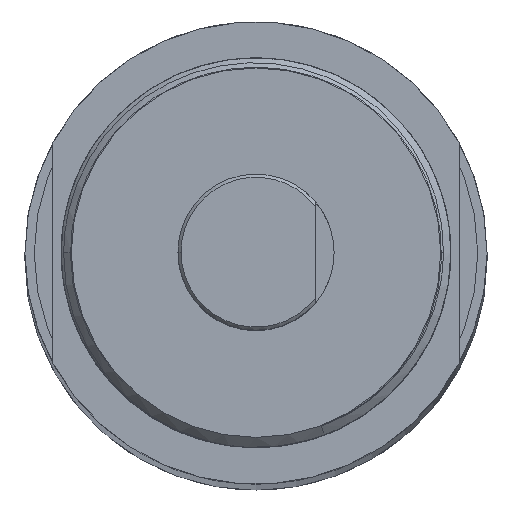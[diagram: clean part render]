
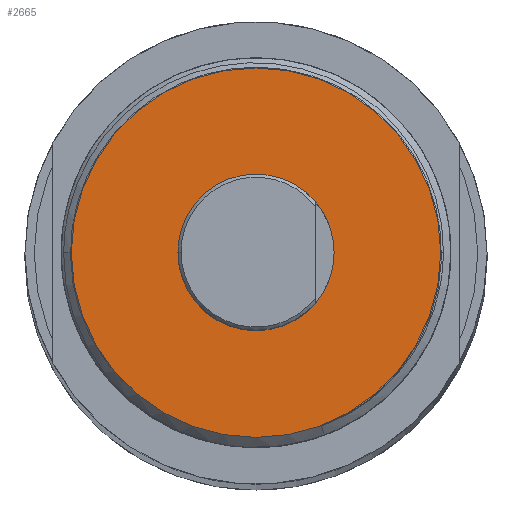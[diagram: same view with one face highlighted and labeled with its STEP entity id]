
A CAD part, top view. The second image highlights one B-rep face of the part: STEP entity #2665.
In plain terms, the highlighted planar face has unit normal (0, 0, 1).
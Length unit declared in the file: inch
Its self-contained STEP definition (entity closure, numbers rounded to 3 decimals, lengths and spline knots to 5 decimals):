
#998 = DIRECTION ( 'NONE',  ( 0., 0., -1. ) ) ;
#999 = CARTESIAN_POINT ( 'NONE',  ( 0.3125, 0., 0.28 ) ) ;
#1000 = AXIS2_PLACEMENT_3D ( 'NONE', #999, #998, #1065 ) ;
#1001 = PLANE ( 'NONE',  #1000 ) ;
#1002 = FACE_BOUND ( 'NONE', #2670, .T. ) ;
#1003 = FACE_OUTER_BOUND ( 'NONE', #2666, .T. ) ;
#1004 = DIRECTION ( 'NONE',  ( -1., 0., 0. ) ) ;
#1005 = DIRECTION ( 'NONE',  ( 0., 0., -1. ) ) ;
#1006 = AXIS2_PLACEMENT_3D ( 'NONE', #1027, #1005, #1004 ) ;
#1007 = CIRCLE ( 'NONE', #1006, 0.125 ) ;
#1027 = CARTESIAN_POINT ( 'NONE',  ( 0., 0., 0.28 ) ) ;
#1060 = DIRECTION ( 'NONE',  ( -1., 0., 0. ) ) ;
#1061 = DIRECTION ( 'NONE',  ( 0., 0., -1. ) ) ;
#1062 = CARTESIAN_POINT ( 'NONE',  ( 0., 0., 0.28 ) ) ;
#1063 = AXIS2_PLACEMENT_3D ( 'NONE', #1062, #1061, #1060 ) ;
#1064 = CIRCLE ( 'NONE', #1063, 0.29571 ) ;
#1065 = DIRECTION ( 'NONE',  ( -1., 0., 0. ) ) ;
#1916 = VERTEX_POINT ( 'NONE', #3415 ) ;
#1918 = EDGE_CURVE ( 'NONE', #1919, #1916, #3414, .T. ) ;
#1919 = VERTEX_POINT ( 'NONE', #3409 ) ;
#1928 = EDGE_CURVE ( 'NONE', #1929, #1930, #3397, .T. ) ;
#1929 = VERTEX_POINT ( 'NONE', #3392 ) ;
#1930 = VERTEX_POINT ( 'NONE', #3391 ) ;
#2664 = EDGE_CURVE ( 'NONE', #1916, #1919, #1007, .T. ) ;
#2665 = ADVANCED_FACE ( 'NONE', ( #1003, #1002 ), #1001, .F. ) ;
#2666 = EDGE_LOOP ( 'NONE', ( #2667, #2668 ) ) ;
#2667 = ORIENTED_EDGE ( 'NONE', *, *, #1928, .F. ) ;
#2668 = ORIENTED_EDGE ( 'NONE', *, *, #2669, .F. ) ;
#2669 = EDGE_CURVE ( 'NONE', #1930, #1929, #1064, .T. ) ;
#2670 = EDGE_LOOP ( 'NONE', ( #2671, #2672 ) ) ;
#2671 = ORIENTED_EDGE ( 'NONE', *, *, #1918, .T. ) ;
#2672 = ORIENTED_EDGE ( 'NONE', *, *, #2664, .T. ) ;
#3391 = CARTESIAN_POINT ( 'NONE',  ( 0.29571, 0., 0.28 ) ) ;
#3392 = CARTESIAN_POINT ( 'NONE',  ( -0.29571, 0., 0.28 ) ) ;
#3393 = DIRECTION ( 'NONE',  ( -1., 0., 0. ) ) ;
#3394 = DIRECTION ( 'NONE',  ( 0., 0., -1. ) ) ;
#3395 = CARTESIAN_POINT ( 'NONE',  ( 0., 0., 0.28 ) ) ;
#3396 = AXIS2_PLACEMENT_3D ( 'NONE', #3395, #3394, #3393 ) ;
#3397 = CIRCLE ( 'NONE', #3396, 0.29571 ) ;
#3409 = CARTESIAN_POINT ( 'NONE',  ( -0.125, 0., 0.28 ) ) ;
#3410 = DIRECTION ( 'NONE',  ( -1., 0., 0. ) ) ;
#3411 = DIRECTION ( 'NONE',  ( 0., 0., -1. ) ) ;
#3412 = CARTESIAN_POINT ( 'NONE',  ( 0., 0., 0.28 ) ) ;
#3413 = AXIS2_PLACEMENT_3D ( 'NONE', #3412, #3411, #3410 ) ;
#3414 = CIRCLE ( 'NONE', #3413, 0.125 ) ;
#3415 = CARTESIAN_POINT ( 'NONE',  ( 0.125, 0., 0.28 ) ) ;
